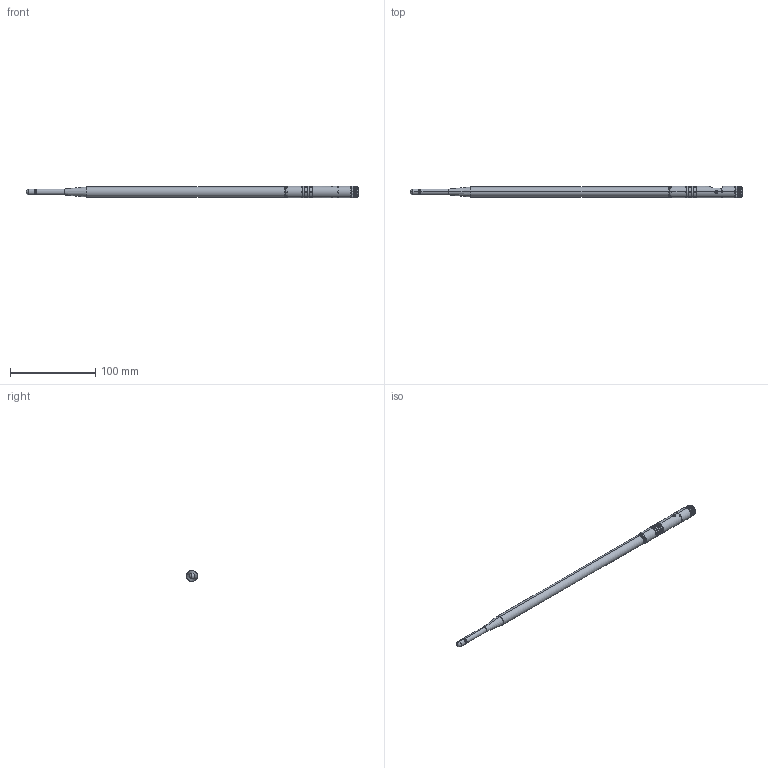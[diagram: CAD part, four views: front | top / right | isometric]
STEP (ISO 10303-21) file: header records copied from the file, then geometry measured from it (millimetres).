
FILE_DESCRIPTION (( 'STEP AP214' ), '1' );
FILE_NAME ('HG905RD.STEP', '2012-11-08T21:02:40', ( 'x' ), ( '' ), 'SwSTEP 2.0', 'SolidWorks 2012', '' );
FILE_SCHEMA (( 'AUTOMOTIVE_DESIGN' ));
Length unit declared in the file: inch
Products named in the file (3): HG905RD_SWIVEL; HG905RD_ANTENNA; HG905RD
Assembly tree (2 placements, depth 2):
  HG905RD
    HG905RD_ANTENNA
    HG905RD_SWIVEL
Bounding box: 390.26 x 13.56 x 13.56 mm (x, y, z)
Volume: 39558.6 mm3; surface area: 15616.6 mm2
Topology: 4 solids, 4 shells, 361 faces, 939 edges, 607 vertices
Faces by surface type: cylinder 176, plane 134, cone 28, torus 17, sphere 6
Entity records: 14895 total; most frequent: CARTESIAN_POINT 2089, DIRECTION 2064, ORIENTED_EDGE 1870, EDGE_CURVE 935, AXIS2_PLACEMENT_3D 776, VERTEX_POINT 605, LINE 512, VECTOR 512
